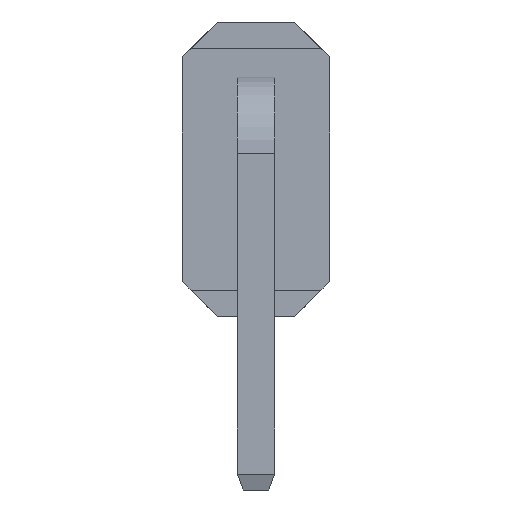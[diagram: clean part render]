
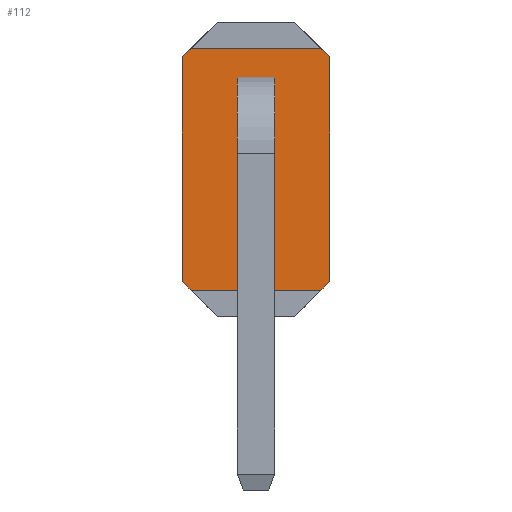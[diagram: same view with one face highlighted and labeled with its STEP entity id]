
A CAD part, front view. The second image highlights one B-rep face of the part: STEP entity #112.
In plain terms, the highlighted planar face has unit normal (0, -1, 0).
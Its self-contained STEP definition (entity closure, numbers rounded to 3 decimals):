
#112=ADVANCED_FACE('',(#698,#700,#702),#704,.T.);
#698=FACE_BOUND('',#699,.T.);
#699=EDGE_LOOP('',(#1176,#1177,#1178,#1179,#1180,#1181,#1182,#1183));
#700=FACE_BOUND('',#701,.T.);
#701=EDGE_LOOP('',(#1184,#1185,#1186,#1187));
#702=FACE_BOUND('',#703,.T.);
#703=EDGE_LOOP('',(#1188,#1189,#1190,#1191));
#704=PLANE('',#705);
#705=AXIS2_PLACEMENT_3D('',#706,#707,#708);
#706=CARTESIAN_POINT('',(0.,2.04,0.));
#707=DIRECTION('',(0.,-1.,-0.));
#708=DIRECTION('',(1.,0.,0.));
#1176=ORIENTED_EDGE('',*,*,#1496,.F.);
#1177=ORIENTED_EDGE('',*,*,#1463,.F.);
#1178=ORIENTED_EDGE('',*,*,#1497,.F.);
#1179=ORIENTED_EDGE('',*,*,#1498,.T.);
#1180=ORIENTED_EDGE('',*,*,#1499,.F.);
#1181=ORIENTED_EDGE('',*,*,#1455,.F.);
#1182=ORIENTED_EDGE('',*,*,#1493,.F.);
#1183=ORIENTED_EDGE('',*,*,#1500,.T.);
#1184=ORIENTED_EDGE('',*,*,#1501,.F.);
#1185=ORIENTED_EDGE('',*,*,#1502,.F.);
#1186=ORIENTED_EDGE('',*,*,#1503,.F.);
#1187=ORIENTED_EDGE('',*,*,#1504,.F.);
#1188=ORIENTED_EDGE('',*,*,#1505,.F.);
#1189=ORIENTED_EDGE('',*,*,#1506,.F.);
#1190=ORIENTED_EDGE('',*,*,#1507,.F.);
#1191=ORIENTED_EDGE('',*,*,#1508,.F.);
#1455=EDGE_CURVE('',#1623,#1625,#1626,.T.);
#1463=EDGE_CURVE('',#1639,#1641,#1642,.T.);
#1493=EDGE_CURVE('',#1693,#1623,#1695,.T.);
#1496=EDGE_CURVE('',#1641,#1699,#1700,.T.);
#1497=EDGE_CURVE('',#1701,#1639,#1702,.T.);
#1498=EDGE_CURVE('',#1701,#1703,#1704,.T.);
#1499=EDGE_CURVE('',#1625,#1703,#1705,.T.);
#1500=EDGE_CURVE('',#1693,#1699,#1706,.T.);
#1501=EDGE_CURVE('',#1707,#1708,#1709,.T.);
#1502=EDGE_CURVE('',#1710,#1707,#1711,.T.);
#1503=EDGE_CURVE('',#1712,#1710,#1713,.T.);
#1504=EDGE_CURVE('',#1708,#1712,#1714,.T.);
#1505=EDGE_CURVE('',#1715,#1716,#1717,.T.);
#1506=EDGE_CURVE('',#1718,#1715,#1719,.T.);
#1507=EDGE_CURVE('',#1720,#1718,#1721,.T.);
#1508=EDGE_CURVE('',#1716,#1720,#1722,.T.);
#1623=VERTEX_POINT('',#1899);
#1625=VERTEX_POINT('',#1903);
#1626=LINE('',#1904,#1905);
#1639=VERTEX_POINT('',#1931);
#1641=VERTEX_POINT('',#1935);
#1642=LINE('',#1936,#1937);
#1693=VERTEX_POINT('',#2045);
#1695=LINE('',#2049,#2050);
#1699=VERTEX_POINT('',#2059);
#1700=LINE('',#2060,#2061);
#1701=VERTEX_POINT('',#2063);
#1702=LINE('',#2064,#2065);
#1703=VERTEX_POINT('',#2067);
#1704=LINE('',#2068,#2069);
#1705=LINE('',#2071,#2072);
#1706=LINE('',#2074,#2075);
#1707=VERTEX_POINT('',#2077);
#1708=VERTEX_POINT('',#2078);
#1709=LINE('',#2079,#2080);
#1710=VERTEX_POINT('',#2082);
#1711=LINE('',#2083,#2084);
#1712=VERTEX_POINT('',#2086);
#1713=LINE('',#2087,#2088);
#1714=LINE('',#2090,#2091);
#1715=VERTEX_POINT('',#2093);
#1716=VERTEX_POINT('',#2094);
#1717=LINE('',#2095,#2096);
#1718=VERTEX_POINT('',#2098);
#1719=LINE('',#2099,#2100);
#1720=VERTEX_POINT('',#2102);
#1721=LINE('',#2103,#2104);
#1722=LINE('',#2106,#2107);
#1899=CARTESIAN_POINT('',(1.27,2.04,4.48));
#1903=CARTESIAN_POINT('',(1.27,2.04,0.6));
#1904=CARTESIAN_POINT('',(1.27,2.04,4.48));
#1905=VECTOR('',#1906,1.);
#1906=DIRECTION('',(0.,0.,-1.));
#1931=CARTESIAN_POINT('',(-1.27,2.04,0.6));
#1935=CARTESIAN_POINT('',(-1.27,2.04,4.48));
#1936=CARTESIAN_POINT('',(-1.27,2.04,0.6));
#1937=VECTOR('',#1938,1.);
#1938=DIRECTION('',(0.,0.,1.));
#2045=CARTESIAN_POINT('',(1.12,2.04,4.63));
#2049=CARTESIAN_POINT('',(1.12,2.04,4.63));
#2050=VECTOR('',#2051,1.);
#2051=DIRECTION('',(0.707,0.,-0.707));
#2059=CARTESIAN_POINT('',(-1.12,2.04,4.63));
#2060=CARTESIAN_POINT('',(-1.27,2.04,4.48));
#2061=VECTOR('',#2062,1.);
#2062=DIRECTION('',(0.707,0.,0.707));
#2063=CARTESIAN_POINT('',(-1.12,2.04,0.45));
#2064=CARTESIAN_POINT('',(-1.12,2.04,0.45));
#2065=VECTOR('',#2066,1.);
#2066=DIRECTION('',(-0.707,0.,0.707));
#2067=CARTESIAN_POINT('',(1.12,2.04,0.45));
#2068=CARTESIAN_POINT('',(-1.12,2.04,0.45));
#2069=VECTOR('',#2070,1.);
#2070=DIRECTION('',(1.,0.,0.));
#2071=CARTESIAN_POINT('',(1.27,2.04,0.6));
#2072=VECTOR('',#2073,1.);
#2073=DIRECTION('',(-0.707,0.,-0.707));
#2074=CARTESIAN_POINT('',(1.12,2.04,4.63));
#2075=VECTOR('',#2076,1.);
#2076=DIRECTION('',(-1.,0.,0.));
#2077=CARTESIAN_POINT('',(0.32,2.04,3.49));
#2078=CARTESIAN_POINT('',(0.32,2.04,4.13));
#2079=CARTESIAN_POINT('',(0.32,2.04,3.49));
#2080=VECTOR('',#2081,1.);
#2081=DIRECTION('',(0.,0.,1.));
#2082=CARTESIAN_POINT('',(-0.32,2.04,3.49));
#2083=CARTESIAN_POINT('',(-0.32,2.04,3.49));
#2084=VECTOR('',#2085,1.);
#2085=DIRECTION('',(1.,0.,0.));
#2086=CARTESIAN_POINT('',(-0.32,2.04,4.13));
#2087=CARTESIAN_POINT('',(-0.32,2.04,4.13));
#2088=VECTOR('',#2089,1.);
#2089=DIRECTION('',(0.,0.,-1.));
#2090=CARTESIAN_POINT('',(0.32,2.04,4.13));
#2091=VECTOR('',#2092,1.);
#2092=DIRECTION('',(-1.,0.,0.));
#2093=CARTESIAN_POINT('',(-0.32,2.04,1.59));
#2094=CARTESIAN_POINT('',(-0.32,2.04,0.95));
#2095=CARTESIAN_POINT('',(-0.32,2.04,1.59));
#2096=VECTOR('',#2097,1.);
#2097=DIRECTION('',(0.,0.,-1.));
#2098=CARTESIAN_POINT('',(0.32,2.04,1.59));
#2099=CARTESIAN_POINT('',(0.32,2.04,1.59));
#2100=VECTOR('',#2101,1.);
#2101=DIRECTION('',(-1.,0.,0.));
#2102=CARTESIAN_POINT('',(0.32,2.04,0.95));
#2103=CARTESIAN_POINT('',(0.32,2.04,0.95));
#2104=VECTOR('',#2105,1.);
#2105=DIRECTION('',(0.,0.,1.));
#2106=CARTESIAN_POINT('',(-0.32,2.04,0.95));
#2107=VECTOR('',#2108,1.);
#2108=DIRECTION('',(1.,0.,0.));
